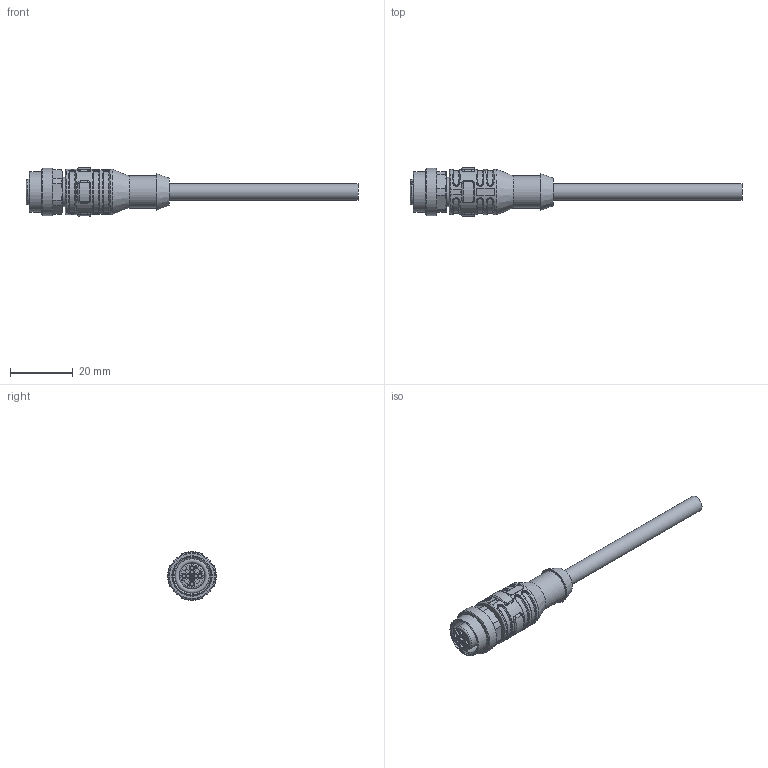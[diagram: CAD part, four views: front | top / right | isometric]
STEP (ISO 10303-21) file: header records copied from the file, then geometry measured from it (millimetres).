
FILE_DESCRIPTION(/* description */ (''),/* implementation_level */ '2;1');
FILE_NAME(/* name */ 'AL-WAK4P3-L_S370.stp',/* time_stamp */ '2025-01-21T07:53:02+01:00',/* author */ ('ESCHA GmbH & Co. KG'),/* organization */ ('ESCHA GmbH & Co. KG'),/* preprocessor_version */ 'ST-DEVELOPER v19.4',/* originating_system */ 'SIEMENS PLM Software NX2212.8702',/* authorisation */ '');
FILE_SCHEMA (('AUTOMOTIVE_DESIGN { 1 0 10303 214 3 1 1 1 }'));
Length unit declared in the file: millimetre
Products named in the file (1): AL-WAK4P2_AL-WAS4_stp
Bounding box: 105.5 x 15.46 x 15.46 mm (x, y, z)
Volume: 6708.6 mm3; surface area: 3936.1 mm2
Topology: 1 solids, 1 shells, 350 faces, 847 edges, 534 vertices
Faces by surface type: plane 128, cylinder 121, bspline 40, torus 37, cone 13, extrusion 11
Full cylindrical faces by diameter (mm): 1.15 x4, 1.5 x4, 5.2 x1, 9.3 x1, 10.2 x1, 10.95 x1, 12.3 x1, 12.8 x1, 14.5 x1, 15 x1
Entity records: 12391 total; most frequent: CARTESIAN_POINT 4870, ORIENTED_EDGE 1604, DIRECTION 1435, EDGE_CURVE 802, AXIS2_PLACEMENT_3D 567, VERTEX_POINT 519, EDGE_LOOP 417, ADVANCED_FACE 350
